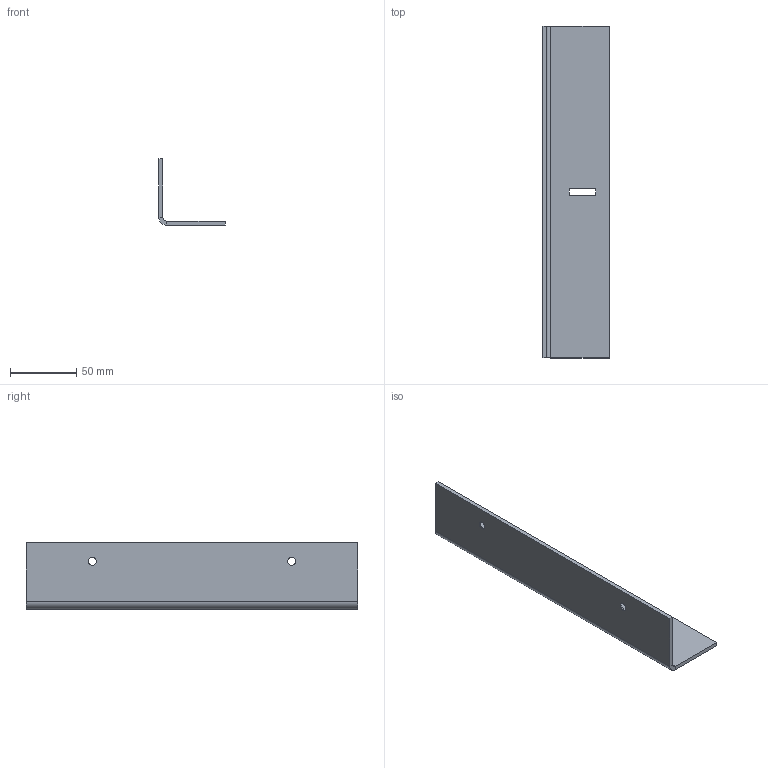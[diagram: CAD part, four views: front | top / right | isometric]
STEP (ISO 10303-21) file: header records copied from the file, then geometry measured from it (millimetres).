
FILE_DESCRIPTION(/* description */ ('STEP AP214'),/* implementation_level */ '2;1');
FILE_NAME(/* name */ '68a5edad09647b5f457cf61d',/* time_stamp */ '2025-08-20T15:45:50Z',/* author */ (''),/* organization */ (''),/* preprocessor_version */ 'ST-DEVELOPER v20',/* originating_system */ 'ONSHAPE BY PTC INC, 1.202',/* authorisation */ ' ');
FILE_SCHEMA (('AUTOMOTIVE_DESIGN {1 0 10303 214 3 1 1}'));
Length unit declared in the file: metre
Products named in the file (1): SUPPORT
Bounding box: 50 x 250 x 50 mm (x, y, z)
Volume: 70666.1 mm3; surface area: 49508.1 mm2
Topology: 1 solids, 1 shells, 22 faces, 50 edges, 30 vertices
Faces by surface type: plane 16, cylinder 4, cone 2
Full cylindrical faces by diameter (mm): 6 x2
Entity records: 626 total; most frequent: DIRECTION 102, CARTESIAN_POINT 99, ORIENTED_EDGE 92, EDGE_CURVE 46, LINE 36, VECTOR 36, AXIS2_PLACEMENT_3D 33, EDGE_LOOP 32
